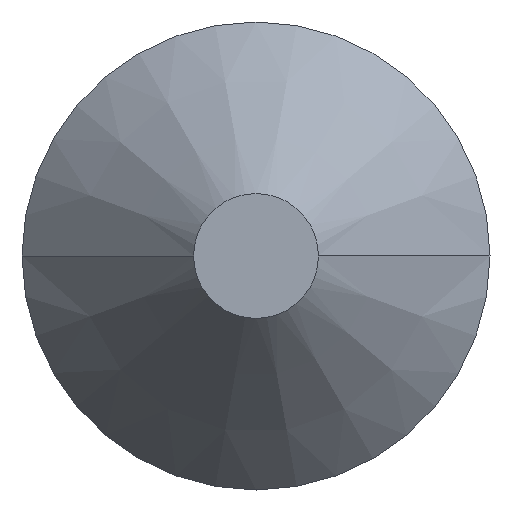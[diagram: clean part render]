
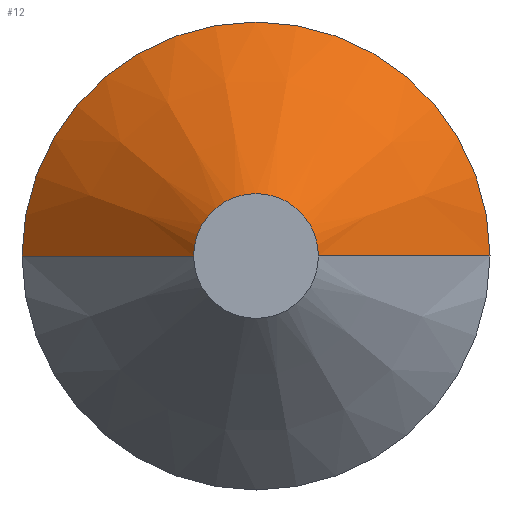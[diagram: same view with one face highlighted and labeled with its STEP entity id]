
A CAD part, front view. The second image highlights one B-rep face of the part: STEP entity #12.
In plain terms, the highlighted conical face has half-angle 41 degrees and reference radius 0.635 mm.
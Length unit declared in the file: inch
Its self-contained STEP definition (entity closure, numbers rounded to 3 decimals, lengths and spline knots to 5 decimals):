
#7 = CARTESIAN_POINT ( 'NONE',  ( 0.09375, 0.07909, 0. ) ) ;
#12 = ADVANCED_FACE ( 'NONE', ( #262 ), #129, .T. ) ;
#14 = EDGE_LOOP ( 'NONE', ( #267, #303, #33, #86 ) ) ;
#16 = AXIS2_PLACEMENT_3D ( 'NONE', #145, #244, #26 ) ;
#26 = DIRECTION ( 'NONE',  ( 1., 0., 0. ) ) ;
#33 = ORIENTED_EDGE ( 'NONE', *, *, #270, .T. ) ;
#43 = VERTEX_POINT ( 'NONE', #199 ) ;
#68 = VERTEX_POINT ( 'NONE', #118 ) ;
#76 = DIRECTION ( 'NONE',  ( 0.656, 0.755, 0. ) ) ;
#77 = DIRECTION ( 'NONE',  ( -1., 0., 0. ) ) ;
#86 = ORIENTED_EDGE ( 'NONE', *, *, #231, .F. ) ;
#91 = AXIS2_PLACEMENT_3D ( 'NONE', #298, #92, #198 ) ;
#92 = DIRECTION ( 'NONE',  ( 0., -1., 0. ) ) ;
#118 = CARTESIAN_POINT ( 'NONE',  ( -0.09375, 0.07909, 0. ) ) ;
#122 = CIRCLE ( 'NONE', #16, 0.09375 ) ;
#128 = VECTOR ( 'NONE', #76, 39.37008 ) ;
#129 = CONICAL_SURFACE ( 'NONE', #179, 0.025, 0.716 ) ;
#135 = VECTOR ( 'NONE', #300, 39.37008 ) ;
#145 = CARTESIAN_POINT ( 'NONE',  ( 0., 0.07909, 0. ) ) ;
#148 = DIRECTION ( 'NONE',  ( 0., 1., 0. ) ) ;
#166 = CARTESIAN_POINT ( 'NONE',  ( 0.025, 0., 0. ) ) ;
#179 = AXIS2_PLACEMENT_3D ( 'NONE', #260, #148, #77 ) ;
#193 = VERTEX_POINT ( 'NONE', #228 ) ;
#198 = DIRECTION ( 'NONE',  ( 1., 0., 0. ) ) ;
#199 = CARTESIAN_POINT ( 'NONE',  ( 0.025, 0., 0. ) ) ;
#200 = LINE ( 'NONE', #239, #135 ) ;
#217 = EDGE_CURVE ( 'NONE', #43, #219, #296, .T. ) ;
#219 = VERTEX_POINT ( 'NONE', #7 ) ;
#221 = CIRCLE ( 'NONE', #91, 0.025 ) ;
#228 = CARTESIAN_POINT ( 'NONE',  ( -0.025, 0., 0. ) ) ;
#231 = EDGE_CURVE ( 'NONE', #193, #68, #200, .T. ) ;
#239 = CARTESIAN_POINT ( 'NONE',  ( -0.025, 0., 0. ) ) ;
#244 = DIRECTION ( 'NONE',  ( 0., -1., 0. ) ) ;
#260 = CARTESIAN_POINT ( 'NONE',  ( 0., 0., 0. ) ) ;
#262 = FACE_OUTER_BOUND ( 'NONE', #14, .T. ) ;
#263 = EDGE_CURVE ( 'NONE', #43, #193, #221, .T. ) ;
#267 = ORIENTED_EDGE ( 'NONE', *, *, #263, .F. ) ;
#270 = EDGE_CURVE ( 'NONE', #219, #68, #122, .T. ) ;
#296 = LINE ( 'NONE', #166, #128 ) ;
#298 = CARTESIAN_POINT ( 'NONE',  ( 0., 0., 0. ) ) ;
#300 = DIRECTION ( 'NONE',  ( -0.656, 0.755, 0. ) ) ;
#303 = ORIENTED_EDGE ( 'NONE', *, *, #217, .T. ) ;
